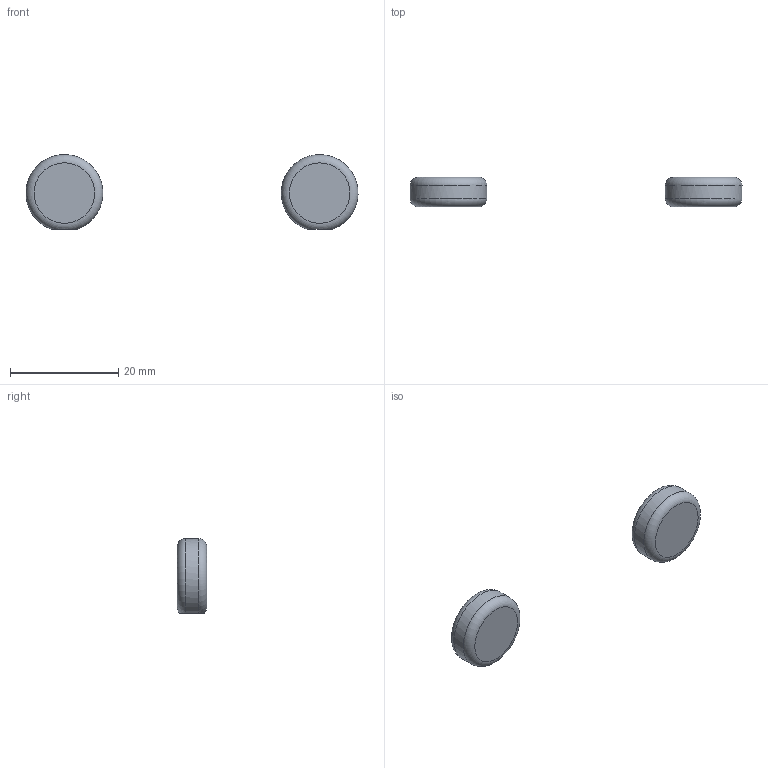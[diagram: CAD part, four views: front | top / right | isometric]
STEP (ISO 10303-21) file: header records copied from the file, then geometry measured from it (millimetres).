
FILE_DESCRIPTION(/* description */ (''),/* implementation_level */ '2;1');
FILE_NAME(/* name */ 'wheels.stp',/* time_stamp */ '2025-03-14T21:42:41+01:00',/* author */ ('Matte'),/* organization */ (''),/* preprocessor_version */ 'ST-DEVELOPER v20',/* originating_system */ 'Autodesk Inventor 2025',/* authorisation */ '');
FILE_SCHEMA (('AUTOMOTIVE_DESIGN { 1 0 10303 214 3 1 1 }'));
Length unit declared in the file: metre
Products named in the file (2): Assembly_Sedan; wheels_Sedan
Assembly tree (1 placements, depth 2):
  Assembly_Sedan
    wheels_Sedan
Bounding box: 61.23 x 5.45 x 13.77 mm (x, y, z)
Volume: 1625.2 mm3; surface area: 994.3 mm2
Topology: 2 solids, 2 shells, 12 faces, 24 edges, 16 vertices
Faces by surface type: plane 6, torus 4, cylinder 2
Entity records: 450 total; most frequent: CARTESIAN_POINT 125, DIRECTION 62, ORIENTED_EDGE 48, AXIS2_PLACEMENT_3D 29, EDGE_CURVE 24, VERTEX_POINT 16, CIRCLE 14, FACE_OUTER_BOUND 12
